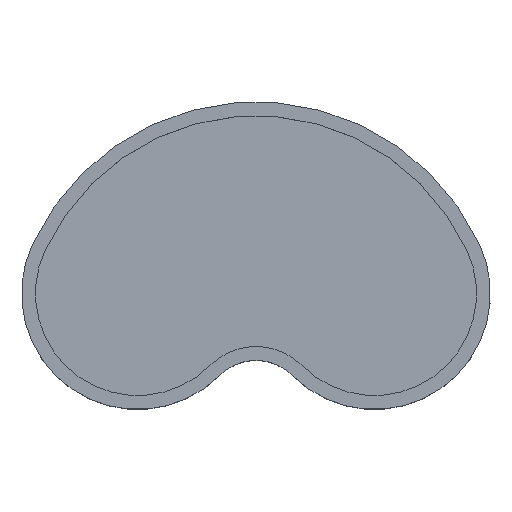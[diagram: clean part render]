
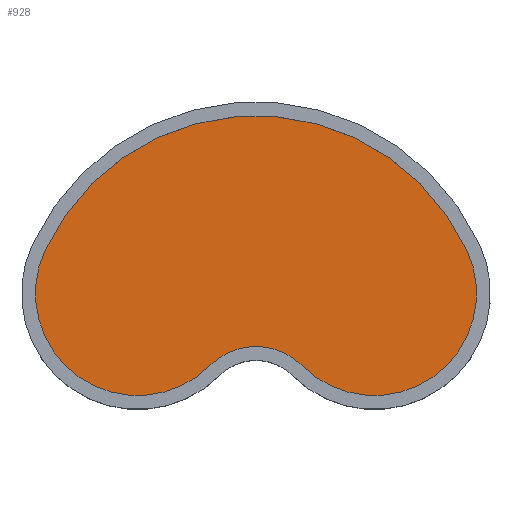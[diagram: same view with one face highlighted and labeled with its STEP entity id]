
A CAD part, top view. The second image highlights one B-rep face of the part: STEP entity #928.
In plain terms, the highlighted planar face has unit normal (0, 0, 1).
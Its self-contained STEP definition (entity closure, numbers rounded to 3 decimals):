
#389 = CYLINDRICAL_SURFACE('',#390,22.);
#390 = AXIS2_PLACEMENT_3D('',#391,#392,#393);
#391 = CARTESIAN_POINT('',(73.,22.,0.));
#392 = DIRECTION('',(-0.,-0.,-1.));
#393 = DIRECTION('',(1.,0.,-0.));
#422 = CYLINDRICAL_SURFACE('',#423,14.062);
#423 = AXIS2_PLACEMENT_3D('',#424,#425,#426);
#424 = CARTESIAN_POINT('',(47.5,-3.5,0.));
#425 = DIRECTION('',(0.,0.,-1.));
#426 = DIRECTION('',(-0.707,0.707,0.));
#455 = CYLINDRICAL_SURFACE('',#456,22.);
#456 = AXIS2_PLACEMENT_3D('',#457,#458,#459);
#457 = CARTESIAN_POINT('',(22.,22.,0.));
#458 = DIRECTION('',(0.,-0.,-1.));
#459 = DIRECTION('',(1.,0.,-0.));
#486 = CYLINDRICAL_SURFACE('',#487,50.136);
#487 = AXIS2_PLACEMENT_3D('',#488,#489,#490);
#488 = CARTESIAN_POINT('',(47.5,10.109,0.));
#489 = DIRECTION('',(0.,0.,-1.));
#490 = DIRECTION('',(-0.906,0.423,0.));
#717 = VERTEX_POINT('',#718);
#718 = CARTESIAN_POINT('',(92.939,31.298,0.));
#739 = EDGE_CURVE('',#740,#717,#742,.T.);
#740 = VERTEX_POINT('',#741);
#741 = CARTESIAN_POINT('',(57.444,6.444,0.));
#742 = SURFACE_CURVE('',#743,(#748,#755),.PCURVE_S1.);
#743 = CIRCLE('',#744,22.);
#744 = AXIS2_PLACEMENT_3D('',#745,#746,#747);
#745 = CARTESIAN_POINT('',(73.,22.,0.));
#746 = DIRECTION('',(0.,0.,1.));
#747 = DIRECTION('',(1.,0.,-0.));
#748 = PCURVE('',#389,#749);
#749 = DEFINITIONAL_REPRESENTATION('',(#750),#754);
#750 = LINE('',#751,#752);
#751 = CARTESIAN_POINT('',(-0.,0.));
#752 = VECTOR('',#753,1.);
#753 = DIRECTION('',(-1.,0.));
#754 = ( GEOMETRIC_REPRESENTATION_CONTEXT(2) 
PARAMETRIC_REPRESENTATION_CONTEXT() REPRESENTATION_CONTEXT('2D SPACE',''
  ) );
#755 = PCURVE('',#756,#761);
#756 = PLANE('',#757);
#757 = AXIS2_PLACEMENT_3D('',#758,#759,#760);
#758 = CARTESIAN_POINT('',(47.5,26.898,0.));
#759 = DIRECTION('',(-0.,-0.,-1.));
#760 = DIRECTION('',(-1.,0.,0.));
#761 = DEFINITIONAL_REPRESENTATION('',(#762),#770);
#762 = ( BOUNDED_CURVE() B_SPLINE_CURVE(2,(#763,#764,#765,#766,#767,#768
,#769),.UNSPECIFIED.,.T.,.F.) B_SPLINE_CURVE_WITH_KNOTS((1,2,2,2,2,1),(
    -2.094,0.,2.094,4.189,6.283,
8.378),.UNSPECIFIED.) CURVE() GEOMETRIC_REPRESENTATION_ITEM() 
RATIONAL_B_SPLINE_CURVE((1.,0.5,1.,0.5,1.,0.5,1.)) REPRESENTATION_ITEM(
  '') );
#763 = CARTESIAN_POINT('',(-47.5,-4.898));
#764 = CARTESIAN_POINT('',(-47.5,33.207));
#765 = CARTESIAN_POINT('',(-14.5,14.154));
#766 = CARTESIAN_POINT('',(18.5,-4.898));
#767 = CARTESIAN_POINT('',(-14.5,-23.951));
#768 = CARTESIAN_POINT('',(-47.5,-43.003));
#769 = CARTESIAN_POINT('',(-47.5,-4.898));
#770 = ( GEOMETRIC_REPRESENTATION_CONTEXT(2) 
PARAMETRIC_REPRESENTATION_CONTEXT() REPRESENTATION_CONTEXT('2D SPACE',''
  ) );
#798 = VERTEX_POINT('',#799);
#799 = CARTESIAN_POINT('',(2.061,31.298,0.));
#822 = EDGE_CURVE('',#798,#717,#823,.T.);
#823 = SURFACE_CURVE('',#824,(#829,#836),.PCURVE_S1.);
#824 = CIRCLE('',#825,50.136);
#825 = AXIS2_PLACEMENT_3D('',#826,#827,#828);
#826 = CARTESIAN_POINT('',(47.5,10.109,0.));
#827 = DIRECTION('',(0.,0.,-1.));
#828 = DIRECTION('',(-0.906,0.423,0.));
#829 = PCURVE('',#486,#830);
#830 = DEFINITIONAL_REPRESENTATION('',(#831),#835);
#831 = LINE('',#832,#833);
#832 = CARTESIAN_POINT('',(0.,0.));
#833 = VECTOR('',#834,1.);
#834 = DIRECTION('',(1.,0.));
#835 = ( GEOMETRIC_REPRESENTATION_CONTEXT(2) 
PARAMETRIC_REPRESENTATION_CONTEXT() REPRESENTATION_CONTEXT('2D SPACE',''
  ) );
#836 = PCURVE('',#756,#837);
#837 = DEFINITIONAL_REPRESENTATION('',(#838),#842);
#838 = CIRCLE('',#839,50.136);
#839 = AXIS2_PLACEMENT_2D('',#840,#841);
#840 = CARTESIAN_POINT('',(0.,-16.789));
#841 = DIRECTION('',(0.906,0.423));
#842 = ( GEOMETRIC_REPRESENTATION_CONTEXT(2) 
PARAMETRIC_REPRESENTATION_CONTEXT() REPRESENTATION_CONTEXT('2D SPACE',''
  ) );
#848 = VERTEX_POINT('',#849);
#849 = CARTESIAN_POINT('',(37.556,6.444,0.));
#872 = EDGE_CURVE('',#848,#798,#873,.T.);
#873 = SURFACE_CURVE('',#874,(#879,#886),.PCURVE_S1.);
#874 = CIRCLE('',#875,22.);
#875 = AXIS2_PLACEMENT_3D('',#876,#877,#878);
#876 = CARTESIAN_POINT('',(22.,22.,0.));
#877 = DIRECTION('',(0.,-0.,-1.));
#878 = DIRECTION('',(1.,0.,-0.));
#879 = PCURVE('',#455,#880);
#880 = DEFINITIONAL_REPRESENTATION('',(#881),#885);
#881 = LINE('',#882,#883);
#882 = CARTESIAN_POINT('',(0.,0.));
#883 = VECTOR('',#884,1.);
#884 = DIRECTION('',(1.,0.));
#885 = ( GEOMETRIC_REPRESENTATION_CONTEXT(2) 
PARAMETRIC_REPRESENTATION_CONTEXT() REPRESENTATION_CONTEXT('2D SPACE',''
  ) );
#886 = PCURVE('',#756,#887);
#887 = DEFINITIONAL_REPRESENTATION('',(#888),#892);
#888 = CIRCLE('',#889,22.);
#889 = AXIS2_PLACEMENT_2D('',#890,#891);
#890 = CARTESIAN_POINT('',(25.5,-4.898));
#891 = DIRECTION('',(-1.,0.));
#892 = ( GEOMETRIC_REPRESENTATION_CONTEXT(2) 
PARAMETRIC_REPRESENTATION_CONTEXT() REPRESENTATION_CONTEXT('2D SPACE',''
  ) );
#898 = EDGE_CURVE('',#848,#740,#899,.T.);
#899 = SURFACE_CURVE('',#900,(#905,#912),.PCURVE_S1.);
#900 = CIRCLE('',#901,14.062);
#901 = AXIS2_PLACEMENT_3D('',#902,#903,#904);
#902 = CARTESIAN_POINT('',(47.5,-3.5,0.));
#903 = DIRECTION('',(0.,0.,-1.));
#904 = DIRECTION('',(-0.707,0.707,0.));
#905 = PCURVE('',#422,#906);
#906 = DEFINITIONAL_REPRESENTATION('',(#907),#911);
#907 = LINE('',#908,#909);
#908 = CARTESIAN_POINT('',(0.,0.));
#909 = VECTOR('',#910,1.);
#910 = DIRECTION('',(1.,0.));
#911 = ( GEOMETRIC_REPRESENTATION_CONTEXT(2) 
PARAMETRIC_REPRESENTATION_CONTEXT() REPRESENTATION_CONTEXT('2D SPACE',''
  ) );
#912 = PCURVE('',#756,#913);
#913 = DEFINITIONAL_REPRESENTATION('',(#914),#918);
#914 = CIRCLE('',#915,14.062);
#915 = AXIS2_PLACEMENT_2D('',#916,#917);
#916 = CARTESIAN_POINT('',(0.,-30.398));
#917 = DIRECTION('',(0.707,0.707));
#918 = ( GEOMETRIC_REPRESENTATION_CONTEXT(2) 
PARAMETRIC_REPRESENTATION_CONTEXT() REPRESENTATION_CONTEXT('2D SPACE',''
  ) );
#928 = ADVANCED_FACE('',(#929),#756,.F.);
#929 = FACE_BOUND('',#930,.F.);
#930 = EDGE_LOOP('',(#931,#932,#933,#934));
#931 = ORIENTED_EDGE('',*,*,#822,.T.);
#932 = ORIENTED_EDGE('',*,*,#739,.F.);
#933 = ORIENTED_EDGE('',*,*,#898,.F.);
#934 = ORIENTED_EDGE('',*,*,#872,.T.);
